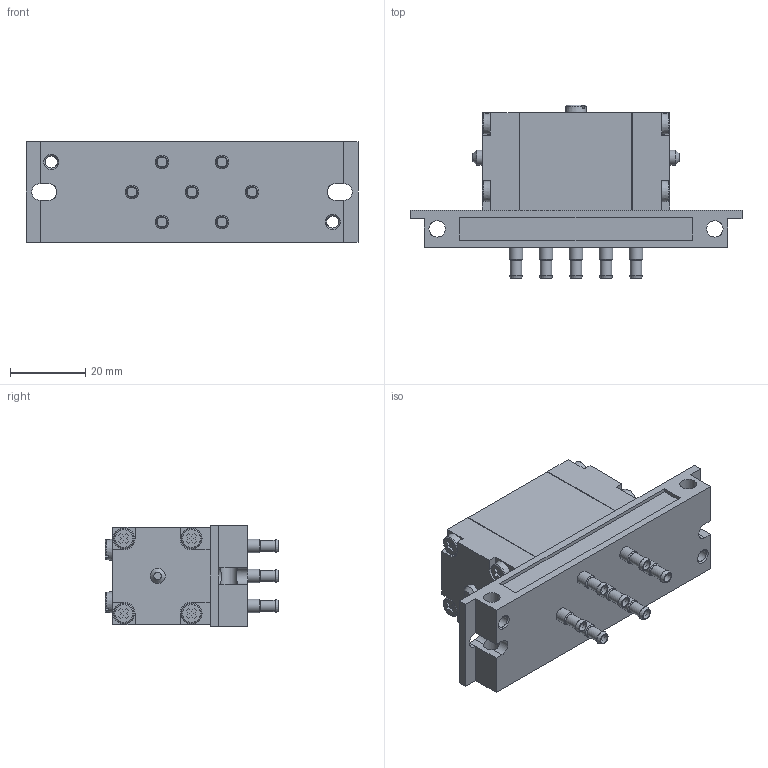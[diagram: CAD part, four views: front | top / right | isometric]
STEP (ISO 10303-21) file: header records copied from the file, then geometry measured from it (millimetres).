
FILE_DESCRIPTION(/* description */ ('STEP AP214'),/* implementation_level */ '2;1');
FILE_NAME(/* name */ '4504_VL-5-PK-3',/* time_stamp */ '2024-09-16T15:37:29+02:00',/* author */ ('License CC BY-ND 4.0'),/* organization */ ('CADENAS'),/* preprocessor_version */ 'ST-DEVELOPER v19.3',/* originating_system */ 'PARTsolutions',/* authorisation */ ' ');
FILE_SCHEMA (('AUTOMOTIVE_DESIGN {1 0 10303 214 3 1 1}'));
Length unit declared in the file: millimetre
Products named in the file (1): 4504 VL-5-PK-3
Bounding box: 88.5 x 46.3 x 26.8 mm (x, y, z)
Volume: 53948.4 mm3; surface area: 13485.3 mm2
Topology: 1 solids, 1 shells, 301 faces, 753 edges, 493 vertices
Faces by surface type: plane 216, cylinder 43, cone 30, torus 12
Full cylindrical faces by diameter (mm): 2.5 x7, 3 x7, 3.242 x4, 3.6 x7, 4 x2, 4.4 x2
Entity records: 10791 total; most frequent: CARTESIAN_POINT 1630, DIRECTION 1400, ORIENTED_EDGE 1360, EDGE_CURVE 680, LINE 516, VECTOR 516, VERTEX_POINT 488, AXIS2_PLACEMENT_3D 442
